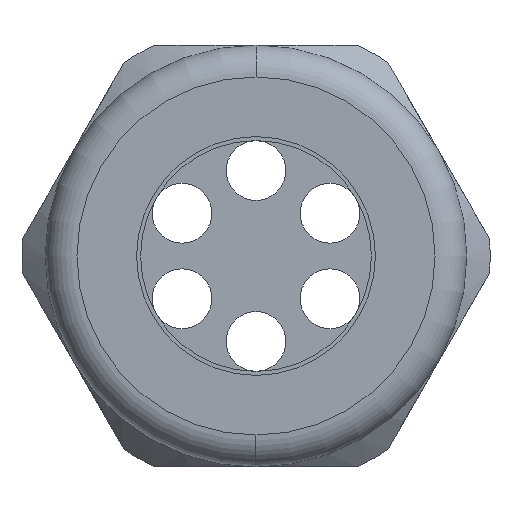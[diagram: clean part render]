
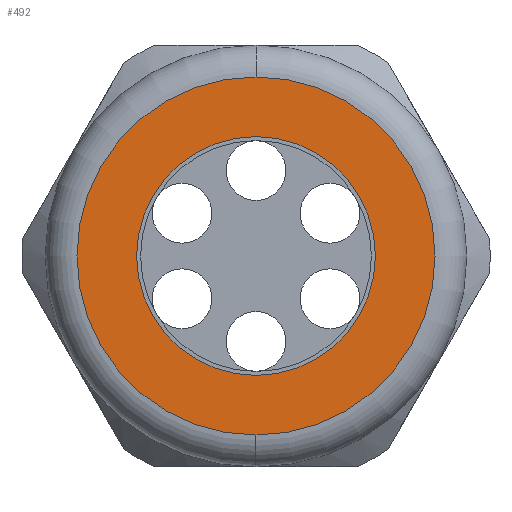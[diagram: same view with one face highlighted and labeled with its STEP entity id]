
A CAD part, left-side view. The second image highlights one B-rep face of the part: STEP entity #492.
In plain terms, the highlighted planar face has unit normal (-1, 0, 0).
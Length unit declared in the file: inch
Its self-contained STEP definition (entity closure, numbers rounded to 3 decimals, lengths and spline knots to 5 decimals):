
#492 = ADVANCED_FACE ( 'NONE', ( #2804, #2803 ), #2849, .T. ) ;
#493 = EDGE_LOOP ( 'NONE', ( #494, #495 ) ) ;
#494 = ORIENTED_EDGE ( 'NONE', *, *, #9161, .T. ) ;
#495 = ORIENTED_EDGE ( 'NONE', *, *, #496, .T. ) ;
#496 = EDGE_CURVE ( 'NONE', #9146, #9162, #2844, .T. ) ;
#497 = EDGE_LOOP ( 'NONE', ( #498, #554 ) ) ;
#498 = ORIENTED_EDGE ( 'NONE', *, *, #553, .T. ) ;
#553 = EDGE_CURVE ( 'NONE', #8868, #8870, #3013, .T. ) ;
#554 = ORIENTED_EDGE ( 'NONE', *, *, #8869, .T. ) ;
#2803 = FACE_BOUND ( 'NONE', #497, .T. ) ;
#2804 = FACE_OUTER_BOUND ( 'NONE', #493, .T. ) ;
#2840 = DIRECTION ( 'NONE',  ( 0., 0., 1. ) ) ;
#2841 = DIRECTION ( 'NONE',  ( -1., 0., 0. ) ) ;
#2842 = CARTESIAN_POINT ( 'NONE',  ( -1.41, 0., 0. ) ) ;
#2843 = AXIS2_PLACEMENT_3D ( 'NONE', #2842, #2841, #2840 ) ;
#2844 = CIRCLE ( 'NONE', #2843, 0.45 ) ;
#2845 = DIRECTION ( 'NONE',  ( 0., 0., 1. ) ) ;
#2846 = DIRECTION ( 'NONE',  ( -1., 0., 0. ) ) ;
#2847 = CARTESIAN_POINT ( 'NONE',  ( -1.41, 0.53, 0. ) ) ;
#2848 = AXIS2_PLACEMENT_3D ( 'NONE', #2847, #2846, #2845 ) ;
#2849 = PLANE ( 'NONE',  #2848 ) ;
#3009 = DIRECTION ( 'NONE',  ( 0., 0., -1. ) ) ;
#3010 = DIRECTION ( 'NONE',  ( 1., 0., 0. ) ) ;
#3011 = CARTESIAN_POINT ( 'NONE',  ( -1.41, 0., 0. ) ) ;
#3012 = AXIS2_PLACEMENT_3D ( 'NONE', #3011, #3010, #3009 ) ;
#3013 = CIRCLE ( 'NONE', #3012, 0.3 ) ;
#6518 = CARTESIAN_POINT ( 'NONE',  ( -1.41, 0., 0.3 ) ) ;
#6519 = DIRECTION ( 'NONE',  ( 0., 0., -1. ) ) ;
#6520 = DIRECTION ( 'NONE',  ( 1., 0., 0. ) ) ;
#6521 = CARTESIAN_POINT ( 'NONE',  ( -1.41, 0., 0. ) ) ;
#6522 = AXIS2_PLACEMENT_3D ( 'NONE', #6521, #6520, #6519 ) ;
#6523 = CIRCLE ( 'NONE', #6522, 0.3 ) ;
#6525 = CARTESIAN_POINT ( 'NONE',  ( -1.41, 0., -0.3 ) ) ;
#7543 = CARTESIAN_POINT ( 'NONE',  ( -1.41, 0., -0.45 ) ) ;
#7621 = CARTESIAN_POINT ( 'NONE',  ( -1.41, 0., 0.45 ) ) ;
#7622 = DIRECTION ( 'NONE',  ( 0., 0., 1. ) ) ;
#7623 = DIRECTION ( 'NONE',  ( -1., 0., 0. ) ) ;
#7624 = AXIS2_PLACEMENT_3D ( 'NONE', #7630, #7623, #7622 ) ;
#7625 = CIRCLE ( 'NONE', #7624, 0.45 ) ;
#7630 = CARTESIAN_POINT ( 'NONE',  ( -1.41, 0., 0. ) ) ;
#8868 = VERTEX_POINT ( 'NONE', #6525 ) ;
#8869 = EDGE_CURVE ( 'NONE', #8870, #8868, #6523, .T. ) ;
#8870 = VERTEX_POINT ( 'NONE', #6518 ) ;
#9146 = VERTEX_POINT ( 'NONE', #7543 ) ;
#9161 = EDGE_CURVE ( 'NONE', #9162, #9146, #7625, .T. ) ;
#9162 = VERTEX_POINT ( 'NONE', #7621 ) ;
